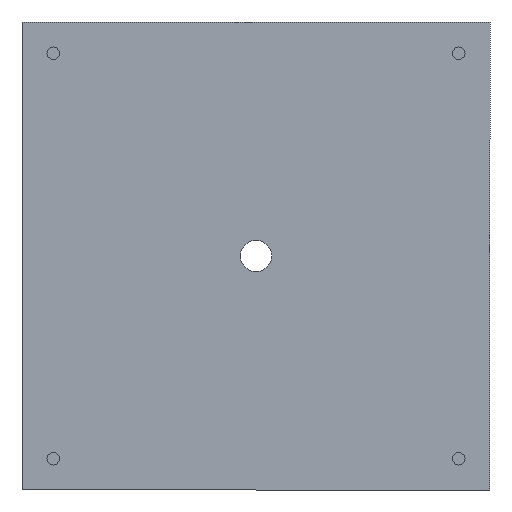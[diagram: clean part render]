
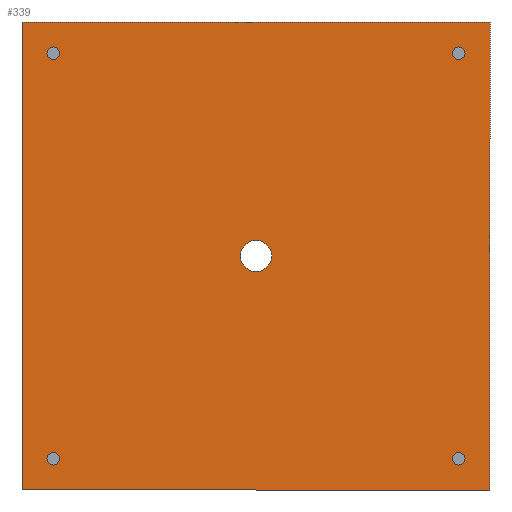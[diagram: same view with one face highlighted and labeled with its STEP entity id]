
A CAD part, front view. The second image highlights one B-rep face of the part: STEP entity #339.
In plain terms, the highlighted planar face has unit normal (0, -1, 0).
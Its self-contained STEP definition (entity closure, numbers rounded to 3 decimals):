
#55	= EDGE_CURVE('',#53,#53,#49,.T.);
#53	= VERTEX_POINT('',#54);
#54	= CARTESIAN_POINT('',(67.,0.,-65.));
#49	= CIRCLE('',#50,2.);
#50	= AXIS2_PLACEMENT_3D('',#34,#51,#36);
#34	= CARTESIAN_POINT('Origin',(65.,0.,-65.));
#51	= DIRECTION('center_axis',(0.,1.,0.));
#36	= DIRECTION('ref_axis',(-1.,0.,0.));
#97	= EDGE_CURVE('',#95,#95,#92,.T.);
#95	= VERTEX_POINT('',#96);
#96	= CARTESIAN_POINT('',(-63.,0.,65.));
#92	= CIRCLE('',#93,2.);
#93	= AXIS2_PLACEMENT_3D('',#80,#51,#36);
#80	= CARTESIAN_POINT('Origin',(-65.,0.,65.));
#133	= EDGE_CURVE('',#131,#131,#128,.T.);
#131	= VERTEX_POINT('',#132);
#132	= CARTESIAN_POINT('',(67.,0.,65.));
#128	= CIRCLE('',#129,2.);
#129	= AXIS2_PLACEMENT_3D('',#116,#51,#36);
#116	= CARTESIAN_POINT('Origin',(65.,0.,65.));
#169	= EDGE_CURVE('',#167,#167,#164,.T.);
#167	= VERTEX_POINT('',#168);
#168	= CARTESIAN_POINT('',(-63.,0.,-65.));
#164	= CIRCLE('',#165,2.);
#165	= AXIS2_PLACEMENT_3D('',#152,#51,#36);
#152	= CARTESIAN_POINT('Origin',(-65.,0.,-65.));
#198	= EDGE_CURVE('',#196,#196,#192,.T.);
#196	= VERTEX_POINT('',#197);
#197	= CARTESIAN_POINT('',(5.,0.,0.));
#192	= CIRCLE('',#193,5.);
#193	= AXIS2_PLACEMENT_3D('',#194,#51,#189);
#194	= CARTESIAN_POINT('Origin',(0.,0.,0.));
#189	= DIRECTION('ref_axis',(-1.,0.,0.));
#188	= DIRECTION('center_axis',(0.,-1.,0.));
#228	= EDGE_CURVE('',#225,#226,#220,.T.);
#225	= VERTEX_POINT('',#221);
#221	= CARTESIAN_POINT('',(-75.,0.,75.));
#226	= VERTEX_POINT('',#227);
#227	= CARTESIAN_POINT('',(-75.,0.,-75.));
#220	= LINE('',#221,#222);
#222	= VECTOR('',#223,10.);
#223	= DIRECTION('',(0.,0.,-1.));
#261	= VERTEX_POINT('',#259);
#259	= CARTESIAN_POINT('',(75.,0.,-75.));
#269	= EDGE_CURVE('',#226,#261,#265,.T.);
#265	= LINE('',#227,#266);
#266	= VECTOR('',#267,10.);
#267	= DIRECTION('',(1.,0.,0.));
#290	= VERTEX_POINT('',#288);
#288	= CARTESIAN_POINT('',(75.,0.,75.));
#299	= EDGE_CURVE('',#261,#290,#295,.T.);
#295	= LINE('',#259,#296);
#296	= VECTOR('',#297,10.);
#297	= DIRECTION('',(0.,0.,1.));
#328	= EDGE_CURVE('',#290,#225,#324,.T.);
#324	= LINE('',#288,#325);
#325	= VECTOR('',#326,10.);
#326	= DIRECTION('',(-1.,0.,0.));
#339	= ADVANCED_FACE('',(#341,#344,#347,#350,#353,#359),#335,.T.);
#341	= FACE_BOUND('',#342,.T.);
#342	= EDGE_LOOP('',(#340));
#340	= ORIENTED_EDGE('',*,*,#55,.T.);
#344	= FACE_BOUND('',#345,.T.);
#345	= EDGE_LOOP('',(#343));
#343	= ORIENTED_EDGE('',*,*,#97,.T.);
#347	= FACE_BOUND('',#348,.T.);
#348	= EDGE_LOOP('',(#346));
#346	= ORIENTED_EDGE('',*,*,#133,.T.);
#350	= FACE_BOUND('',#351,.T.);
#351	= EDGE_LOOP('',(#349));
#349	= ORIENTED_EDGE('',*,*,#169,.T.);
#353	= FACE_BOUND('',#354,.T.);
#354	= EDGE_LOOP('',(#352));
#352	= ORIENTED_EDGE('',*,*,#198,.T.);
#359	= FACE_BOUND('',#360,.T.);
#360	= EDGE_LOOP('',(#355,#356,#357,#358));
#355	= ORIENTED_EDGE('',*,*,#269,.T.);
#356	= ORIENTED_EDGE('',*,*,#299,.T.);
#357	= ORIENTED_EDGE('',*,*,#228,.T.);
#358	= ORIENTED_EDGE('',*,*,#328,.T.);
#335	= PLANE('',#336);
#336	= AXIS2_PLACEMENT_3D('',#337,#188,#338);
#337	= CARTESIAN_POINT('Origin',(0.,0.,0.));
#338	= DIRECTION('ref_axis',(0.,0.,-1.));
